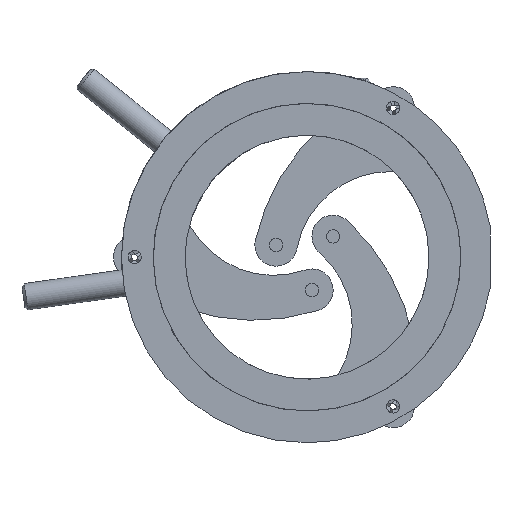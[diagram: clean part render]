
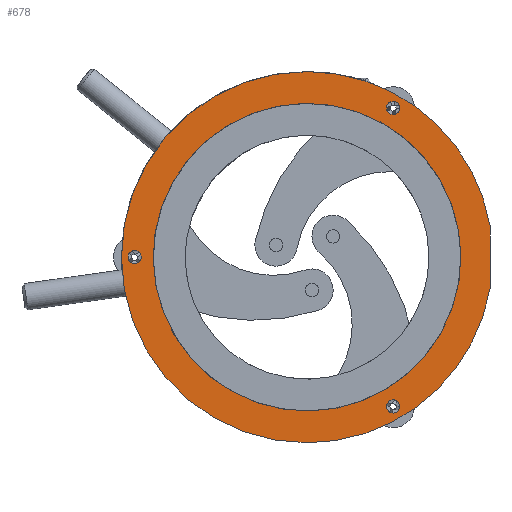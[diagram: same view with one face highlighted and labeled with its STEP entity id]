
A CAD part, left-side view. The second image highlights one B-rep face of the part: STEP entity #678.
In plain terms, the highlighted planar face has unit normal (-1, 0, 0).
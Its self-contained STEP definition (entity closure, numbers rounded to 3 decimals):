
#9 = AXIS2_PLACEMENT_3D ( 'NONE', #6067, #9072, #4544 ) ;
#54 = AXIS2_PLACEMENT_3D ( 'NONE', #7808, #6302, #1723 ) ;
#91 = CARTESIAN_POINT ( 'NONE',  ( 0., -34.5, 5.895 ) ) ;
#148 = CARTESIAN_POINT ( 'NONE',  ( 0., -16.25, -26.896 ) ) ;
#207 = FACE_BOUND ( 'NONE', #3348, .T. ) ;
#373 = AXIS2_PLACEMENT_3D ( 'NONE', #3585, #8893, #1314 ) ;
#412 = DIRECTION ( 'NONE',  ( -1., 0., 0. ) ) ;
#433 = CARTESIAN_POINT ( 'NONE',  ( 0., 0., -29. ) ) ;
#445 = EDGE_CURVE ( 'NONE', #7076, #1969, #2089, .T. ) ;
#460 = CIRCLE ( 'NONE', #5016, 29. ) ;
#469 = EDGE_CURVE ( 'NONE', #6213, #1332, #4133, .T. ) ;
#556 = CARTESIAN_POINT ( 'NONE',  ( 0., -16.25, 28.146 ) ) ;
#678 = ADVANCED_FACE ( 'NONE', ( #9589, #685, #207, #4508, #4270 ), #883, .F. ) ;
#685 = FACE_BOUND ( 'NONE', #9356, .T. ) ;
#710 = CIRCLE ( 'NONE', #8097, 1.25 ) ;
#712 = ORIENTED_EDGE ( 'NONE', *, *, #3459, .F. ) ;
#825 = DIRECTION ( 'NONE',  ( 0., 0., 1. ) ) ;
#844 = AXIS2_PLACEMENT_3D ( 'NONE', #1341, #7492, #6941 ) ;
#883 = PLANE ( 'NONE',  #54 ) ;
#895 = CARTESIAN_POINT ( 'NONE',  ( 0., -34.5, 19.084 ) ) ;
#898 = ORIENTED_EDGE ( 'NONE', *, *, #445, .T. ) ;
#1192 = EDGE_LOOP ( 'NONE', ( #3225, #898 ) ) ;
#1287 = EDGE_CURVE ( 'NONE', #6690, #6680, #5873, .T. ) ;
#1292 = CARTESIAN_POINT ( 'NONE',  ( 0., -16.25, 28.146 ) ) ;
#1314 = DIRECTION ( 'NONE',  ( 0., 0., -1. ) ) ;
#1332 = VERTEX_POINT ( 'NONE', #3082 ) ;
#1341 = CARTESIAN_POINT ( 'NONE',  ( 0., 0., 0. ) ) ;
#1529 = DIRECTION ( 'NONE',  ( 0., 0., 1. ) ) ;
#1648 = DIRECTION ( 'NONE',  ( 1., 0., 0. ) ) ;
#1723 = DIRECTION ( 'NONE',  ( 0., 0., -1. ) ) ;
#1917 = DIRECTION ( 'NONE',  ( 0., 0., 1. ) ) ;
#1969 = VERTEX_POINT ( 'NONE', #4262 ) ;
#2044 = DIRECTION ( 'NONE',  ( 0., 0., -1. ) ) ;
#2089 = CIRCLE ( 'NONE', #7373, 1.25 ) ;
#2094 = DIRECTION ( 'NONE',  ( 1., 0., 0. ) ) ;
#2159 = CARTESIAN_POINT ( 'NONE',  ( 0., 32.5, -1.25 ) ) ;
#2222 = VERTEX_POINT ( 'NONE', #148 ) ;
#2227 = EDGE_CURVE ( 'NONE', #1332, #6213, #2485, .T. ) ;
#2299 = CIRCLE ( 'NONE', #844, 35. ) ;
#2485 = CIRCLE ( 'NONE', #4172, 1.25 ) ;
#2645 = EDGE_CURVE ( 'NONE', #1969, #7076, #710, .T. ) ;
#2797 = CARTESIAN_POINT ( 'NONE',  ( 0., -16.25, 29.396 ) ) ;
#2870 = CARTESIAN_POINT ( 'NONE',  ( 0., -34.5, -5.895 ) ) ;
#2895 = CARTESIAN_POINT ( 'NONE',  ( 0., -16.25, -28.146 ) ) ;
#2926 = DIRECTION ( 'NONE',  ( 0., 0., -1. ) ) ;
#3082 = CARTESIAN_POINT ( 'NONE',  ( 0., 32.5, 1.25 ) ) ;
#3135 = DIRECTION ( 'NONE',  ( 1., 0., 0. ) ) ;
#3142 = CIRCLE ( 'NONE', #7295, 1.25 ) ;
#3173 = CARTESIAN_POINT ( 'NONE',  ( 0., 32.5, 0. ) ) ;
#3193 = AXIS2_PLACEMENT_3D ( 'NONE', #5701, #412, #1917 ) ;
#3225 = ORIENTED_EDGE ( 'NONE', *, *, #2645, .T. ) ;
#3348 = EDGE_LOOP ( 'NONE', ( #3855, #4552 ) ) ;
#3410 = VERTEX_POINT ( 'NONE', #3899 ) ;
#3459 = EDGE_CURVE ( 'NONE', #6459, #6830, #460, .T. ) ;
#3544 = AXIS2_PLACEMENT_3D ( 'NONE', #4586, #3135, #5341 ) ;
#3585 = CARTESIAN_POINT ( 'NONE',  ( 0., 32.5, 0. ) ) ;
#3596 = EDGE_LOOP ( 'NONE', ( #4120, #6383, #9287, #5652 ) ) ;
#3608 = EDGE_LOOP ( 'NONE', ( #6352, #712 ) ) ;
#3639 = CIRCLE ( 'NONE', #6288, 29. ) ;
#3853 = CARTESIAN_POINT ( 'NONE',  ( 0., -16.25, -29.396 ) ) ;
#3855 = ORIENTED_EDGE ( 'NONE', *, *, #469, .T. ) ;
#3899 = CARTESIAN_POINT ( 'NONE',  ( 0., 0., 35. ) ) ;
#3900 = DIRECTION ( 'NONE',  ( 0., 0., -1. ) ) ;
#4035 = CARTESIAN_POINT ( 'NONE',  ( 0., 0., 29. ) ) ;
#4120 = ORIENTED_EDGE ( 'NONE', *, *, #4284, .T. ) ;
#4133 = CIRCLE ( 'NONE', #373, 1.25 ) ;
#4172 = AXIS2_PLACEMENT_3D ( 'NONE', #3173, #1648, #3900 ) ;
#4262 = CARTESIAN_POINT ( 'NONE',  ( 0., -16.25, 26.896 ) ) ;
#4270 = FACE_OUTER_BOUND ( 'NONE', #3596, .T. ) ;
#4284 = EDGE_CURVE ( 'NONE', #6680, #3410, #4448, .T. ) ;
#4330 = VECTOR ( 'NONE', #825, 1000. ) ;
#4448 = CIRCLE ( 'NONE', #9, 35. ) ;
#4508 = FACE_BOUND ( 'NONE', #3608, .T. ) ;
#4544 = DIRECTION ( 'NONE',  ( 0., 0., 1. ) ) ;
#4552 = ORIENTED_EDGE ( 'NONE', *, *, #2227, .T. ) ;
#4586 = CARTESIAN_POINT ( 'NONE',  ( 0., -16.25, -28.146 ) ) ;
#4844 = DIRECTION ( 'NONE',  ( 0., 0., 1. ) ) ;
#5016 = AXIS2_PLACEMENT_3D ( 'NONE', #5644, #6464, #4844 ) ;
#5144 = CIRCLE ( 'NONE', #3193, 35. ) ;
#5341 = DIRECTION ( 'NONE',  ( 0., 0., -1. ) ) ;
#5507 = EDGE_CURVE ( 'NONE', #7427, #6690, #5144, .T. ) ;
#5644 = CARTESIAN_POINT ( 'NONE',  ( 0., 0., 0. ) ) ;
#5652 = ORIENTED_EDGE ( 'NONE', *, *, #1287, .T. ) ;
#5701 = CARTESIAN_POINT ( 'NONE',  ( 0., 0., 0. ) ) ;
#5745 = VERTEX_POINT ( 'NONE', #3853 ) ;
#5873 = LINE ( 'NONE', #895, #4330 ) ;
#6067 = CARTESIAN_POINT ( 'NONE',  ( 0., 0., 0. ) ) ;
#6213 = VERTEX_POINT ( 'NONE', #2159 ) ;
#6288 = AXIS2_PLACEMENT_3D ( 'NONE', #9093, #6843, #1529 ) ;
#6302 = DIRECTION ( 'NONE',  ( 1., 0., 0. ) ) ;
#6303 = CIRCLE ( 'NONE', #3544, 1.25 ) ;
#6352 = ORIENTED_EDGE ( 'NONE', *, *, #9586, .F. ) ;
#6383 = ORIENTED_EDGE ( 'NONE', *, *, #6625, .T. ) ;
#6459 = VERTEX_POINT ( 'NONE', #433 ) ;
#6464 = DIRECTION ( 'NONE',  ( -1., 0., 0. ) ) ;
#6625 = EDGE_CURVE ( 'NONE', #3410, #7427, #2299, .T. ) ;
#6680 = VERTEX_POINT ( 'NONE', #91 ) ;
#6690 = VERTEX_POINT ( 'NONE', #2870 ) ;
#6730 = DIRECTION ( 'NONE',  ( 1., 0., 0. ) ) ;
#6830 = VERTEX_POINT ( 'NONE', #4035 ) ;
#6843 = DIRECTION ( 'NONE',  ( -1., 0., 0. ) ) ;
#6941 = DIRECTION ( 'NONE',  ( 0., 0., 1. ) ) ;
#7076 = VERTEX_POINT ( 'NONE', #2797 ) ;
#7157 = CARTESIAN_POINT ( 'NONE',  ( 0., 0., -35. ) ) ;
#7200 = EDGE_CURVE ( 'NONE', #5745, #2222, #3142, .T. ) ;
#7295 = AXIS2_PLACEMENT_3D ( 'NONE', #2895, #6730, #2926 ) ;
#7373 = AXIS2_PLACEMENT_3D ( 'NONE', #556, #9016, #2044 ) ;
#7404 = ORIENTED_EDGE ( 'NONE', *, *, #7200, .T. ) ;
#7427 = VERTEX_POINT ( 'NONE', #7157 ) ;
#7430 = DIRECTION ( 'NONE',  ( 0., 0., -1. ) ) ;
#7492 = DIRECTION ( 'NONE',  ( -1., 0., 0. ) ) ;
#7808 = CARTESIAN_POINT ( 'NONE',  ( 0., 29., 0. ) ) ;
#8097 = AXIS2_PLACEMENT_3D ( 'NONE', #1292, #2094, #7430 ) ;
#8893 = DIRECTION ( 'NONE',  ( 1., 0., 0. ) ) ;
#9016 = DIRECTION ( 'NONE',  ( 1., 0., 0. ) ) ;
#9072 = DIRECTION ( 'NONE',  ( -1., 0., 0. ) ) ;
#9085 = ORIENTED_EDGE ( 'NONE', *, *, #9269, .T. ) ;
#9093 = CARTESIAN_POINT ( 'NONE',  ( 0., 0., 0. ) ) ;
#9269 = EDGE_CURVE ( 'NONE', #2222, #5745, #6303, .T. ) ;
#9287 = ORIENTED_EDGE ( 'NONE', *, *, #5507, .T. ) ;
#9356 = EDGE_LOOP ( 'NONE', ( #7404, #9085 ) ) ;
#9586 = EDGE_CURVE ( 'NONE', #6830, #6459, #3639, .T. ) ;
#9589 = FACE_BOUND ( 'NONE', #1192, .T. ) ;
